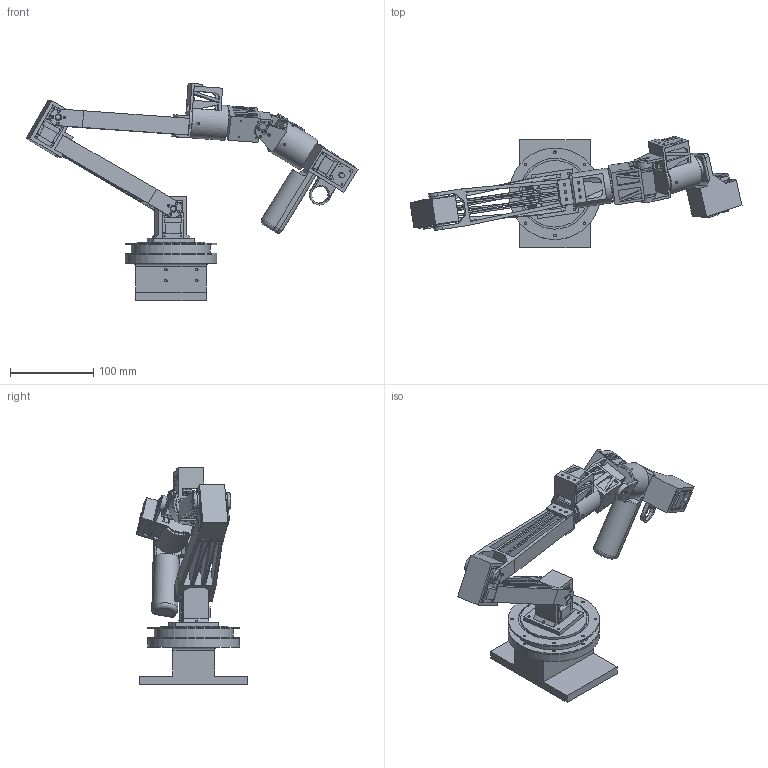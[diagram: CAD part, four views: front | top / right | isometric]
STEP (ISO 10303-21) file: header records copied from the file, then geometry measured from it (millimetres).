
FILE_DESCRIPTION(/* description */ (''),/* implementation_level */ '2;1');
FILE_NAME(/* name */ 'MarkII_leader_assembly.step',/* time_stamp */ '2025-11-26T15:25:46+01:00',/* author */ (''),/* organization */ (''),/* preprocessor_version */ 'ST-DEVELOPER v20.1',/* originating_system */ 'Autodesk Translation Framework v14.21.0.0',/* authorisation */ '');
FILE_SCHEMA (('AUTOMOTIVE_DESIGN { 1 0 10303 214 3 1 1 }'));
Length unit declared in the file: millimetre
Products named in the file (35): MarkII_leader_assembly; Base wo gearbox; 6815 95x75x10 v2; bearing plate Copy; STS3215_original; shaft_leader; link1_leader; STS3215_original_1; link1_Leader_1; link3_leader; STS3215_original_2; link3_leader_1; link2_leader; link4_leader; link4_enclosure; link4_base; link4_mount; link4_leader_1; STS3215_original_3; link4 ; STS3215_servo_horn_back; link6_Leader; link3_bearing_enclosure v1; STS3215_original v3; STS3215_servo_horn v1; Component6; link3_bearing_mount v1; 37x30x4 v1; base; gripper_leader; STS3215_original_4; STS3215_servo_horn; Component1; Finger_holder; Link7
Assembly tree (46 placements, depth 4):
  MarkII_leader_assembly
    Base wo gearbox
    bearing plate Copy  x2
    6815 95x75x10 v2
    STS3215_original
      STS3215_servo_horn
      Component1
    shaft_leader
    link1_leader
      STS3215_original_1
        STS3215_servo_horn
        Component1
      link1_Leader_1
      STS3215_servo_horn_back
    link2_leader  x2
    link3_leader
      STS3215_original_2
        STS3215_servo_horn
        Component1
      link3_leader_1
      STS3215_servo_horn_back
    link4_leader
      link4_enclosure
      link4_base
      link4_mount
    link4_leader_1
      STS3215_original_3
        STS3215_servo_horn
        Component1
      link4 
      STS3215_servo_horn_back
    link6_Leader
      link3_bearing_enclosure v1
      STS3215_original v3
        STS3215_servo_horn v1
        Component6
      link3_bearing_mount v1
      37x30x4 v1
      base
    gripper_leader
      STS3215_original_4
        STS3215_servo_horn
        Component1
      Finger_holder
      Link7
Bounding box: 398.98 x 134.24 x 260.81 mm (x, y, z)
Volume: 916088.8 mm3; surface area: 363623 mm2
Topology: 34 solids, 34 shells, 1066 faces, 2727 edges, 1796 vertices
Faces by surface type: plane 622, cylinder 430, bspline 7, torus 5, sphere 2
Full cylindrical faces by diameter (mm): 1.4 x60, 2 x26, 2.9 x81, 3 x70, 3.1 x16, 3.4 x16, 4.884 x1, 5 x9, 6 x13, 6.5 x16, 7 x6, 8 x4, 9 x9, 20 x12, 21 x1, 25 x1, 30 x3, 32.5 x2, 34.5 x2, 37 x1, 37.2 x2, 42 x2, 70 x1, 75 x1, 80 x1, 85 x3, 95 x1, 110 x3
Entity records: 25602 total; most frequent: CARTESIAN_POINT 5141, DIRECTION 4122, ORIENTED_EDGE 3858, EDGE_CURVE 1929, AXIS2_PLACEMENT_3D 1434, VERTEX_POINT 1264, LINE 1254, VECTOR 1254
